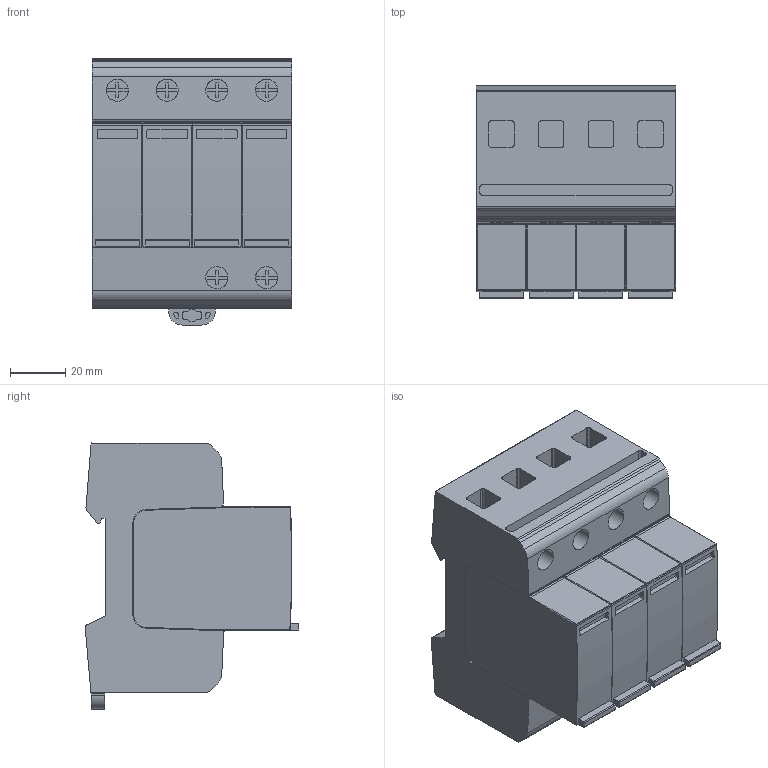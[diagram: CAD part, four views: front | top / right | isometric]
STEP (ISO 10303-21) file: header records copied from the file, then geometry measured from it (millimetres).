
FILE_DESCRIPTION((''),'2;1');
FILE_NAME('NWEGEN_CUSTOMER_3P1_4P0_T2','2018-09-04T11:00:12',('Sebastjan.kamensek'),('Audax d.o.o.'),'CREO PARAMETRIC BY PTC INC, 2017260','CREO PARAMETRIC BY PTC INC, 2017260','');
FILE_SCHEMA(('AP242_MANAGED_MODEL_BASED_3D_ENGINEERING_MIM_LF { 1 0 10303 442 1 1 4 }'));
Length unit declared in the file: millimetre
Products named in the file (1): NWEGEN_CUSTOMER_3P1_4P0_T2
Bounding box: 72 x 77.28 x 96.23 mm (x, y, z)
Volume: 368276 mm3; surface area: 40156.9 mm2
Topology: 1 solids, 1 shells, 427 faces, 1186 edges, 782 vertices
Faces by surface type: plane 261, extrusion 84, cylinder 74, cone 8
Entity records: 15457 total; most frequent: CARTESIAN_POINT 4375, ORIENTED_EDGE 2388, DIRECTION 1903, EDGE_CURVE 1194, VECTOR 877, LINE 793, VERTEX_POINT 782, AXIS2_PLACEMENT_3D 513
